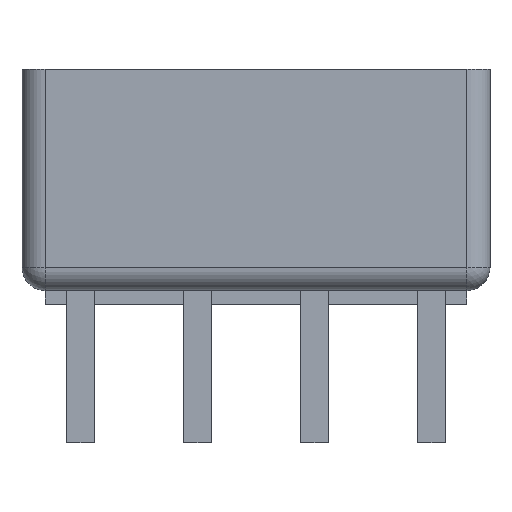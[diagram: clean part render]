
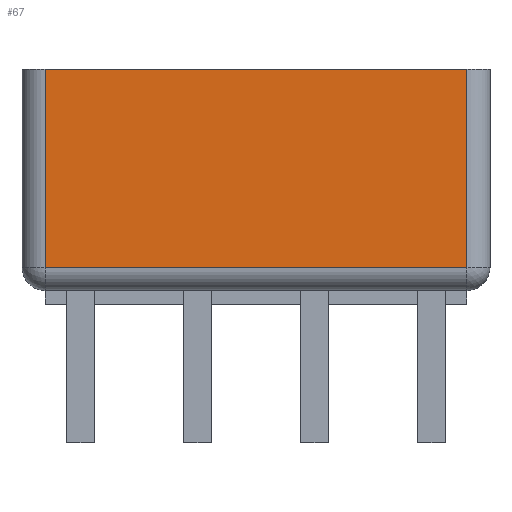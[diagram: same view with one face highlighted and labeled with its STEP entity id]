
A CAD part, front view. The second image highlights one B-rep face of the part: STEP entity #67.
In plain terms, the highlighted planar face has unit normal (0, -1, 0).
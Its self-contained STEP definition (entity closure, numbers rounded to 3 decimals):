
#67=ADVANCED_FACE('',(#393),#394,.T.);
#393=FACE_OUTER_BOUND('',#1018,.T.);
#394=PLANE('',#1019);
#1018=EDGE_LOOP('',(#1770,#1771,#1772,#1773));
#1019=AXIS2_PLACEMENT_3D('',#1774,#1775,#1776);
#1770=ORIENTED_EDGE('',*,*,#4305,.T.);
#1771=ORIENTED_EDGE('',*,*,#4306,.F.);
#1772=ORIENTED_EDGE('',*,*,#4307,.T.);
#1773=ORIENTED_EDGE('',*,*,#4284,.F.);
#1774=CARTESIAN_POINT('',(5.08,-5.0,-4.8));
#1775=DIRECTION('',(0.0,-1.0,0.0));
#1776=DIRECTION('',(0.0,0.0,-1.0));
#4284=EDGE_CURVE('',#5209,#5210,#5211,.T.);
#4305=EDGE_CURVE('',#5209,#5248,#5250,.T.);
#4306=EDGE_CURVE('',#5251,#5248,#5252,.T.);
#4307=EDGE_CURVE('',#5251,#5210,#5253,.T.);
#5209=VERTEX_POINT('',#6643);
#5210=VERTEX_POINT('',#6644);
#5211=LINE('',#6645,#6646);
#5248=VERTEX_POINT('',#6700);
#5250=LINE('',#6702,#6703);
#5251=VERTEX_POINT('',#6704);
#5252=LINE('',#6705,#6706);
#5253=LINE('',#6707,#6708);
#6643=CARTESIAN_POINT('',(4.58,-5.0,0.0));
#6644=CARTESIAN_POINT('',(4.58,-5.0,-4.3));
#6645=CARTESIAN_POINT('',(4.58,-5.0,0.0));
#6646=VECTOR('',#8728,4.3);
#6700=CARTESIAN_POINT('',(-4.58,-5.0,0.0));
#6702=CARTESIAN_POINT('',(4.58,-5.0,0.0));
#6703=VECTOR('',#8755,9.16);
#6704=CARTESIAN_POINT('',(-4.58,-5.0,-4.3));
#6705=CARTESIAN_POINT('',(-4.58,-5.0,-4.3));
#6706=VECTOR('',#8756,4.3);
#6707=CARTESIAN_POINT('',(-4.58,-5.0,-4.3));
#6708=VECTOR('',#8757,9.16);
#8728=DIRECTION('',(0.0,0.0,-1.0));
#8755=DIRECTION('',(-1.0,0.0,0.0));
#8756=DIRECTION('',(0.0,0.0,1.0));
#8757=DIRECTION('',(1.0,0.0,0.0));
